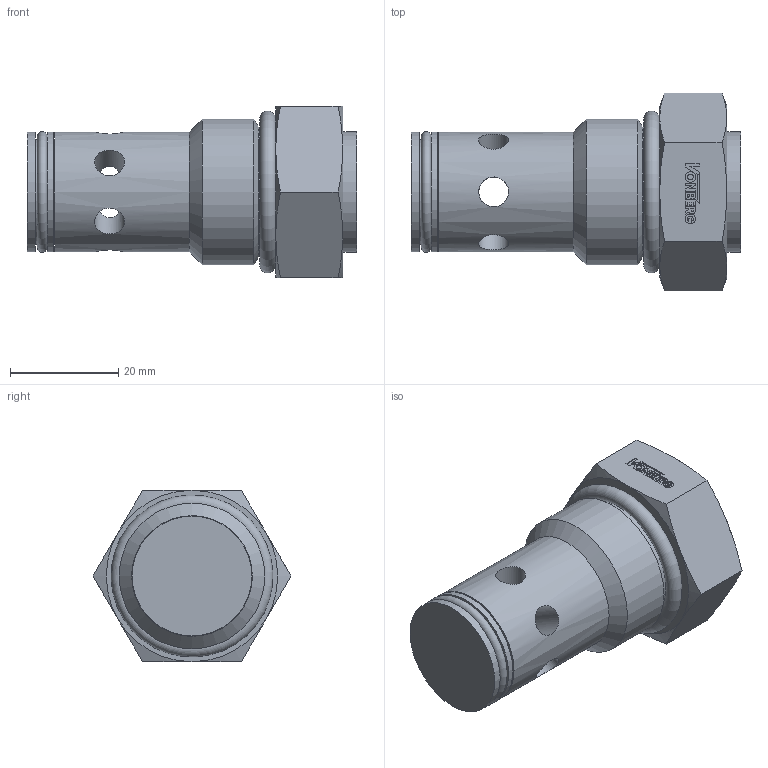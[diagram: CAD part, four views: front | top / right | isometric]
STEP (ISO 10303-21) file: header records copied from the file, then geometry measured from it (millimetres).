
FILE_DESCRIPTION((''),'2;1');
FILE_NAME('1812R.stp','2015-01-05T13:21:28',('jml'),(''),'Autodesk Inventor 2010','Autodesk Inventor 2010','');
FILE_SCHEMA(('AUTOMOTIVE_DESIGN { 1 0 10303 214 1 1 1 1 }'));
Length unit declared in the file: inch
Products named in the file (6): 1812R; 220935; 990114; 018 O-RING; 018 BACKUP; 912 O-RING
Assembly tree (5 placements, depth 2):
  1812R
    220935
    990114
    018 O-RING
    018 BACKUP
    912 O-RING
Bounding box: 60.96 x 36.66 x 31.75 mm (x, y, z)
Volume: 29174.3 mm3; surface area: 11829.8 mm2
Topology: 5 solids, 6 shells, 158 faces, 378 edges, 241 vertices
Faces by surface type: plane 101, cylinder 33, cone 19, torus 5
Full cylindrical faces by diameter (mm): 1.044 x1, 5.537 x6, 16.815 x2, 17.323 x1, 19.05 x1, 19.431 x1, 19.685 x1, 22.174 x2, 22.225 x2, 24.054 x1, 26.975 x1
Entity records: 4820 total; most frequent: CARTESIAN_POINT 989, DIRECTION 733, ORIENTED_EDGE 682, EDGE_CURVE 341, AXIS2_PLACEMENT_3D 253, VERTEX_POINT 233, VECTOR 227, LINE 227
